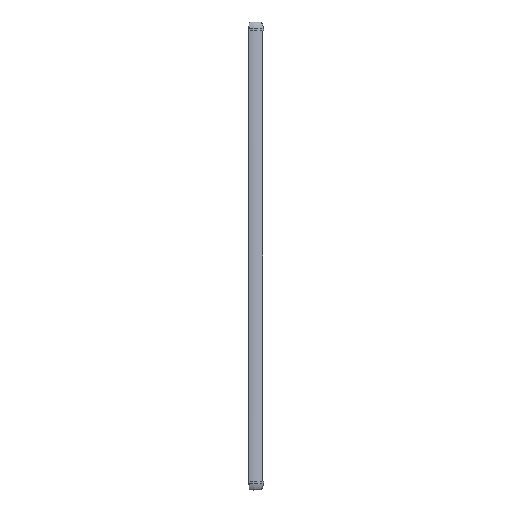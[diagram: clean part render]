
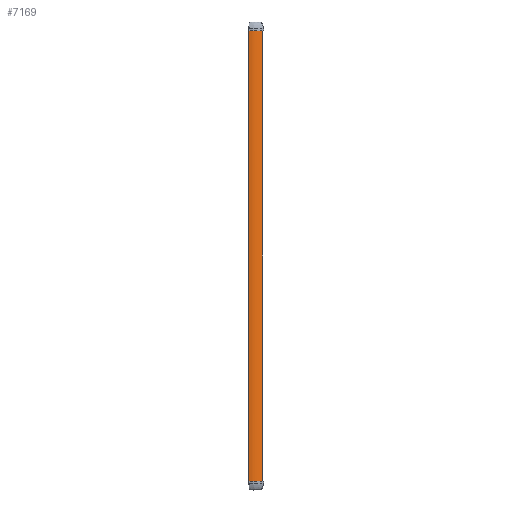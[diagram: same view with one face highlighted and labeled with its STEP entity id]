
A CAD part, front view. The second image highlights one B-rep face of the part: STEP entity #7169.
In plain terms, the highlighted cylindrical face has radius 38.4 mm (diameter 76.8 mm), a partial arc.
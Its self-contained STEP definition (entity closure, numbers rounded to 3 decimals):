
#461=CARTESIAN_POINT('',(29.78,-34.433,0.));
#462=CARTESIAN_POINT('',(29.574,-34.562,0.05));
#463=CARTESIAN_POINT('',(29.146,-34.824,0.148));
#464=CARTESIAN_POINT('',(28.449,-35.231,0.286));
#465=CARTESIAN_POINT('',(27.708,-35.642,0.412));
#466=CARTESIAN_POINT('',(26.931,-36.051,0.525));
#467=CARTESIAN_POINT('',(26.125,-36.451,0.622));
#468=CARTESIAN_POINT('',(25.299,-36.837,0.704));
#469=CARTESIAN_POINT('',(24.451,-37.209,0.772));
#470=CARTESIAN_POINT('',(23.584,-37.565,0.824));
#471=CARTESIAN_POINT('',(22.699,-37.903,0.861));
#472=CARTESIAN_POINT('',(21.803,-38.22,0.884));
#473=CARTESIAN_POINT('',(20.897,-38.515,0.891));
#474=CARTESIAN_POINT('',(19.985,-38.787,0.884));
#475=CARTESIAN_POINT('',(19.068,-39.036,0.861));
#476=CARTESIAN_POINT('',(18.148,-39.262,0.823));
#477=CARTESIAN_POINT('',(17.232,-39.464,0.771));
#478=CARTESIAN_POINT('',(16.32,-39.641,0.703));
#479=CARTESIAN_POINT('',(15.417,-39.794,0.62));
#480=CARTESIAN_POINT('',(14.526,-39.923,0.523));
#481=CARTESIAN_POINT('',(13.656,-40.029,0.41));
#482=CARTESIAN_POINT('',(12.816,-40.112,0.284));
#483=CARTESIAN_POINT('',(12.016,-40.173,0.147));
#484=CARTESIAN_POINT('',(11.52,-40.201,0.05));
#485=CARTESIAN_POINT('',(11.281,-40.213,0.));
#487=DIRECTION('',(0.,0.,1.));
#488=VECTOR('',#487,1.5);
#489=CARTESIAN_POINT('',(11.281,-40.213,-1.5));
#490=LINE('',#489,#488);
#491=DIRECTION('',(0.,0.,-1.));
#492=VECTOR('',#491,1167.);
#493=CARTESIAN_POINT('',(34.665,-30.818,-1.5));
#494=LINE('',#493,#492);
#495=DIRECTION('',(0.,0.,1.));
#496=VECTOR('',#495,1.563);
#497=CARTESIAN_POINT('',(11.281,-40.213,-1170.063));
#498=LINE('',#497,#496);
#499=DIRECTION('',(0.,0.,1.));
#500=VECTOR('',#499,1167.);
#501=CARTESIAN_POINT('',(0.181,-39.121,-1168.5));
#502=LINE('',#501,#500);
#512=CARTESIAN_POINT('',(9.45,-1.856,-1.5));
#513=DIRECTION('',(0.,0.,1.));
#514=DIRECTION('',(-0.241,-0.97,0.));
#515=AXIS2_PLACEMENT_3D('',#512,#513,#514);
#554=CARTESIAN_POINT('',(9.45,-1.856,-1.5));
#555=DIRECTION('',(0.,0.,1.));
#556=DIRECTION('',(0.529,-0.848,0.));
#557=AXIS2_PLACEMENT_3D('',#554,#555,#556);
#725=CARTESIAN_POINT('',(11.281,-40.213,-1170.063));
#727=CARTESIAN_POINT('',(11.281,-40.213,-1170.063));
#728=CARTESIAN_POINT('',(11.523,-40.201,-1170.113));
#729=CARTESIAN_POINT('',(12.023,-40.173,-1170.209));
#730=CARTESIAN_POINT('',(12.825,-40.111,-1170.346));
#731=CARTESIAN_POINT('',(13.666,-40.027,-1170.47));
#732=CARTESIAN_POINT('',(14.536,-39.921,-1170.582));
#733=CARTESIAN_POINT('',(15.425,-39.792,-1170.679));
#734=CARTESIAN_POINT('',(16.325,-39.64,-1170.761));
#735=CARTESIAN_POINT('',(17.233,-39.463,-1170.829));
#736=CARTESIAN_POINT('',(18.147,-39.263,-1170.881));
#737=CARTESIAN_POINT('',(19.062,-39.038,-1170.919));
#738=CARTESIAN_POINT('',(19.975,-38.79,-1170.942));
#739=CARTESIAN_POINT('',(20.884,-38.519,-1170.951));
#740=CARTESIAN_POINT('',(21.786,-38.225,-1170.945));
#741=CARTESIAN_POINT('',(22.679,-37.91,-1170.924));
#742=CARTESIAN_POINT('',(23.56,-37.574,-1170.888));
#743=CARTESIAN_POINT('',(24.425,-37.22,-1170.838));
#744=CARTESIAN_POINT('',(25.272,-36.849,-1170.773));
#745=CARTESIAN_POINT('',(26.099,-36.463,-1170.694));
#746=CARTESIAN_POINT('',(26.905,-36.064,-1170.599));
#747=CARTESIAN_POINT('',(27.685,-35.654,-1170.49));
#748=CARTESIAN_POINT('',(28.431,-35.241,-1170.367));
#749=CARTESIAN_POINT('',(29.135,-34.83,-1170.232));
#750=CARTESIAN_POINT('',(29.571,-34.564,-1170.136));
#751=CARTESIAN_POINT('',(29.78,-34.433,-1170.086));
#1475=CARTESIAN_POINT('',(9.45,-1.856,-1168.5));
#1476=DIRECTION('',(0.,0.,1.));
#1477=DIRECTION('',(-0.241,-0.97,0.));
#1478=AXIS2_PLACEMENT_3D('',#1475,#1476,#1477);
#1512=CARTESIAN_POINT('',(9.45,-1.856,-1168.5));
#1513=DIRECTION('',(0.,0.,1.));
#1514=DIRECTION('',(0.529,-0.848,0.));
#1515=AXIS2_PLACEMENT_3D('',#1512,#1513,#1514);
#5335=DIRECTION('',(0.,0.,1.));
#5336=VECTOR('',#5335,1.586);
#5337=CARTESIAN_POINT('',(29.78,-34.433,
-1170.086));
#5338=LINE('',#5337,#5336);
#5339=DIRECTION('',(0.,0.,1.));
#5340=VECTOR('',#5339,1.5);
#5341=CARTESIAN_POINT('',(29.78,-34.433,-1.5));
#5342=LINE('',#5341,#5340);
#5948=CARTESIAN_POINT('',(0.181,-39.121,-1168.5));
#5949=CARTESIAN_POINT('',(0.181,-39.121,-1.5));
#5950=VERTEX_POINT('',#5948);
#5951=VERTEX_POINT('',#5949);
#5953=CARTESIAN_POINT('',(34.665,-30.818,-1168.5));
#5955=VERTEX_POINT('',#5953);
#5956=CARTESIAN_POINT('',(34.665,-30.818,-1.5));
#5957=VERTEX_POINT('',#5956);
#6499=CARTESIAN_POINT('',(11.281,-40.213,
0.));
#6500=CARTESIAN_POINT('',(29.78,-34.433,
0.));
#6501=VERTEX_POINT('',#6499);
#6502=VERTEX_POINT('',#6500);
#6560=CARTESIAN_POINT('',(11.281,-40.213,-1168.5));
#6561=VERTEX_POINT('',#6560);
#6576=CARTESIAN_POINT('',(11.281,-40.213,-1.5));
#6577=VERTEX_POINT('',#6576);
#6596=VERTEX_POINT('',#725);
#6615=CARTESIAN_POINT('',(29.78,-34.433,-1168.5));
#6616=VERTEX_POINT('',#6615);
#6617=CARTESIAN_POINT('',(29.78,-34.433,-1.5));
#6618=VERTEX_POINT('',#6617);
#6623=VERTEX_POINT('',#751);
#7139=CARTESIAN_POINT('',(9.45,-1.856,-1168.5));
#7140=DIRECTION('',(0.,0.,1.));
#7141=DIRECTION('',(1.,0.001,0.));
#7142=AXIS2_PLACEMENT_3D('',#7139,#7140,#7141);
#7143=CYLINDRICAL_SURFACE('',#7142,38.4);
#7145=ORIENTED_EDGE('',*,*,#7144,.T.);
#7147=ORIENTED_EDGE('',*,*,#7146,.T.);
#7148=ORIENTED_EDGE('',*,*,#7127,.F.);
#7150=ORIENTED_EDGE('',*,*,#7149,.F.);
#7152=ORIENTED_EDGE('',*,*,#7151,.T.);
#7154=ORIENTED_EDGE('',*,*,#7153,.T.);
#7156=ORIENTED_EDGE('',*,*,#7155,.F.);
#7158=ORIENTED_EDGE('',*,*,#7157,.F.);
#7160=ORIENTED_EDGE('',*,*,#7159,.F.);
#7162=ORIENTED_EDGE('',*,*,#7161,.T.);
#7164=ORIENTED_EDGE('',*,*,#7163,.F.);
#7166=ORIENTED_EDGE('',*,*,#7165,.T.);
#7167=EDGE_LOOP('',(#7145,#7147,#7148,#7150,#7152,#7154,#7156,#7158,#7160,#7162,
#7164,#7166));
#7168=FACE_OUTER_BOUND('',#7167,.F.);
#7169=ADVANCED_FACE('',(#7168),#7143,.T.);
#486=B_SPLINE_CURVE_WITH_KNOTS('',3,(#461,#462,#463,#464,#465,#466,#467,#468,
#469,#470,#471,#472,#473,#474,#475,#476,#477,#478,#479,#480,#481,#482,#483,#484,
#485),.UNSPECIFIED.,.F.,.F.,(4,1,1,1,1,1,1,1,1,1,1,1,1,1,1,1,1,1,1,1,1,1,4),(
0.,0.045,0.091,0.136,0.182,
0.227,0.273,0.318,0.364,
0.409,0.455,0.5,0.545,0.591,
0.636,0.682,0.727,0.773,
0.818,0.864,0.909,0.955,1.),
.UNSPECIFIED.);
#516=CIRCLE('',#515,38.4);
#558=CIRCLE('',#557,38.4);
#752=B_SPLINE_CURVE_WITH_KNOTS('',3,(#727,#728,#729,#730,#731,#732,#733,#734,
#735,#736,#737,#738,#739,#740,#741,#742,#743,#744,#745,#746,#747,#748,#749,#750,
#751),.UNSPECIFIED.,.F.,.F.,(4,1,1,1,1,1,1,1,1,1,1,1,1,1,1,1,1,1,1,1,1,1,4),(
0.,0.045,0.091,0.136,0.182,
0.227,0.273,0.318,0.364,
0.409,0.455,0.5,0.545,0.591,
0.636,0.682,0.727,0.773,
0.818,0.864,0.909,0.955,1.),
.UNSPECIFIED.);
#1479=CIRCLE('',#1478,38.4);
#1516=CIRCLE('',#1515,38.4);
#7127=EDGE_CURVE('',#6502,#6501,#486,.T.);
#7144=EDGE_CURVE('',#5951,#6577,#516,.T.);
#7146=EDGE_CURVE('',#6577,#6501,#490,.T.);
#7149=EDGE_CURVE('',#6618,#6502,#5342,.T.);
#7151=EDGE_CURVE('',#6618,#5957,#558,.T.);
#7153=EDGE_CURVE('',#5957,#5955,#494,.T.);
#7155=EDGE_CURVE('',#6616,#5955,#1516,.T.);
#7157=EDGE_CURVE('',#6623,#6616,#5338,.T.);
#7159=EDGE_CURVE('',#6596,#6623,#752,.T.);
#7161=EDGE_CURVE('',#6596,#6561,#498,.T.);
#7163=EDGE_CURVE('',#5950,#6561,#1479,.T.);
#7165=EDGE_CURVE('',#5950,#5951,#502,.T.);
